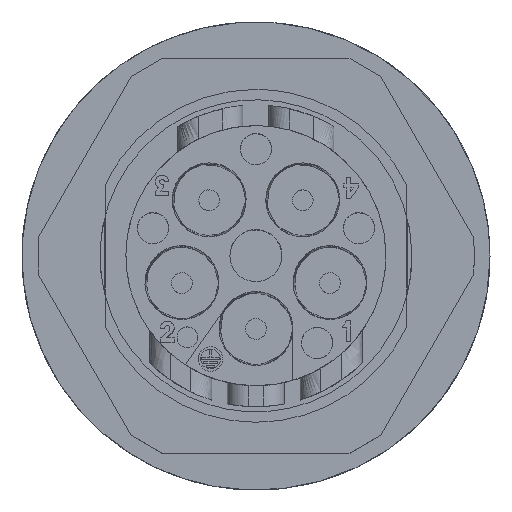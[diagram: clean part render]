
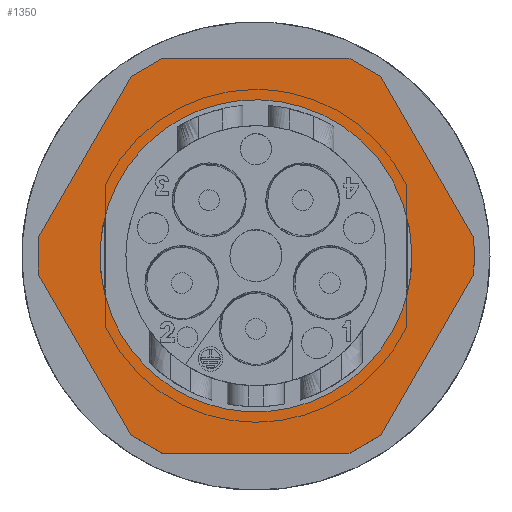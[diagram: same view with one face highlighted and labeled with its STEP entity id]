
A CAD part, top view. The second image highlights one B-rep face of the part: STEP entity #1350.
In plain terms, the highlighted free-form (B-spline) face has degree [1, 1] with [2, 2] control points.
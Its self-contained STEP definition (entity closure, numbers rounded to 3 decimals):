
#672=CARTESIAN_POINT('V2',(-93.435,-7.984,
   -3.981));
#673=VERTEX_POINT('V2',#672);
#679=CARTESIAN_POINT('E3',(-93.435,-7.984,
   -3.981));
#680=CARTESIAN_POINT('E3',(-93.435,-7.984,
   21.999));
#681=CARTESIAN_POINT('E3',(-115.935,-7.984,
   9.009));
#682=CARTESIAN_POINT('E3',(-138.435,-7.984,
   -3.981));
#683=CARTESIAN_POINT('E3',(-115.935,-7.984,
   -16.972));
#684=CARTESIAN_POINT('E3',(-93.435,-7.984,
   -29.962));
#685=CARTESIAN_POINT('E3',(-93.435,-7.984,
   -3.981));
#693=(BOUNDED_CURVE()B_SPLINE_CURVE(2,(#679,#680,#681,#682,#683,
   #684,#685),.CIRCULAR_ARC.,.T.,.U.)B_SPLINE_CURVE_WITH_KNOTS((3,
   2,2,3),(0.0,6.928,13.856,
   20.785),.UNSPECIFIED.)CURVE()
   GEOMETRIC_REPRESENTATION_ITEM()RATIONAL_B_SPLINE_CURVE((1.0,
   0.5,1.0,0.5,1.0,0.5,1.0)
   )REPRESENTATION_ITEM('E3'));
#694=EDGE_CURVE('E3',#673,#673,#693,.T.);
#724=CARTESIAN_POINT('V24',(-129.362,-7.984,
   -5.735));
#725=VERTEX_POINT('V24',#724);
#731=CARTESIAN_POINT('V27',(-129.362,-7.984,
   -2.227));
#732=VERTEX_POINT('V27',#731);
#733=CARTESIAN_POINT('E35',(-129.362,-7.984,
   -5.735));
#734=CARTESIAN_POINT('E35',(-129.509,-7.984,
   -3.981));
#735=CARTESIAN_POINT('E35',(-129.362,-7.984,
   -2.227));
#743=(BOUNDED_CURVE()B_SPLINE_CURVE(2,(#733,#734,#735),
   .CIRCULAR_ARC.,.F.,.U.)B_SPLINE_CURVE_WITH_KNOTS((3,3),(
   14.198,14.901),.UNSPECIFIED.)CURVE()
   GEOMETRIC_REPRESENTATION_ITEM()RATIONAL_B_SPLINE_CURVE((
   0.751,0.749,0.751))
   REPRESENTATION_ITEM('E35'));
#744=EDGE_CURVE('E35',#725,#732,#743,.T.);
#774=CARTESIAN_POINT('V25',(-120.418,-7.984,
   -21.227));
#775=VERTEX_POINT('V25',#774);
#783=CARTESIAN_POINT('E30',(-129.362,-7.984,
   -5.735));
#784=CARTESIAN_POINT('E30',(-120.418,-7.984,
   -21.227));
#785=B_SPLINE_CURVE_WITH_KNOTS('E30',1,(#783,#784),.POLYLINE_FORM.,
   .F.,.U.,(2,2),(0.0,2.266),.UNSPECIFIED.);
#786=EDGE_CURVE('E30',#725,#775,#785,.T.);
#821=CARTESIAN_POINT('V22',(-117.38,-7.984,
   -22.981));
#822=VERTEX_POINT('V22',#821);
#828=CARTESIAN_POINT('E36',(-117.38,-7.984,
   -22.981));
#829=CARTESIAN_POINT('E36',(-118.174,-7.984,
   -22.607));
#830=CARTESIAN_POINT('E36',(-118.935,-7.984,
   -22.168));
#831=CARTESIAN_POINT('E36',(-119.696,-7.984,
   -21.729));
#832=CARTESIAN_POINT('E36',(-120.418,-7.984,
   -21.227));
#840=(BOUNDED_CURVE()B_SPLINE_CURVE(2,(#828,#829,#830,#831,#832),
   .CIRCULAR_ARC.,.F.,.U.)B_SPLINE_CURVE_WITH_KNOTS((3,2,3),(
   9.242,9.699,10.157),
   .UNSPECIFIED.)CURVE()GEOMETRIC_REPRESENTATION_ITEM()
   RATIONAL_B_SPLINE_CURVE((0.955,0.976,
   1.0,0.976,0.955))REPRESENTATION_ITEM('E36'
   ));
#841=EDGE_CURVE('E36',#822,#775,#840,.T.);
#867=CARTESIAN_POINT('V23',(-99.491,-7.984,
   -22.981));
#868=VERTEX_POINT('V23',#867);
#876=CARTESIAN_POINT('E27',(-117.38,-7.984,
   -22.981));
#877=CARTESIAN_POINT('E27',(-99.491,-7.984,
   -22.981));
#878=B_SPLINE_CURVE_WITH_KNOTS('E27',1,(#876,#877),.POLYLINE_FORM.,
   .F.,.U.,(2,2),(0.0,2.266),.UNSPECIFIED.);
#879=EDGE_CURVE('E27',#822,#868,#878,.T.);
#914=CARTESIAN_POINT('V20',(-96.453,-7.984,
   -21.227));
#915=VERTEX_POINT('V20',#914);
#921=CARTESIAN_POINT('E39',(-96.453,-7.984,
   -21.227));
#922=CARTESIAN_POINT('E39',(-97.899,-7.984,
   -22.232));
#923=CARTESIAN_POINT('E39',(-99.491,-7.984,
   -22.981));
#931=(BOUNDED_CURVE()B_SPLINE_CURVE(2,(#921,#922,#923),
   .CIRCULAR_ARC.,.F.,.U.)B_SPLINE_CURVE_WITH_KNOTS((3,3),(
   4.498,5.201),.UNSPECIFIED.)CURVE()
   GEOMETRIC_REPRESENTATION_ITEM()RATIONAL_B_SPLINE_CURVE((
   0.751,0.749,0.751))
   REPRESENTATION_ITEM('E39'));
#932=EDGE_CURVE('E39',#915,#868,#931,.T.);
#956=CARTESIAN_POINT('V21',(-87.509,-7.984,
   -5.735));
#957=VERTEX_POINT('V21',#956);
#965=CARTESIAN_POINT('E24',(-96.453,-7.984,
   -21.227));
#966=CARTESIAN_POINT('E24',(-87.509,-7.984,
   -5.735));
#967=B_SPLINE_CURVE_WITH_KNOTS('E24',1,(#965,#966),.POLYLINE_FORM.,
   .F.,.U.,(2,2),(0.0,2.266),.UNSPECIFIED.);
#968=EDGE_CURVE('E24',#915,#957,#967,.T.);
#1017=CARTESIAN_POINT('V28',(-87.435,-7.984,
   -3.981));
#1018=VERTEX_POINT('V28',#1017);
#1024=CARTESIAN_POINT('E38',(-87.435,-7.984,
   -3.981));
#1025=CARTESIAN_POINT('E38',(-87.435,-7.984,
   -4.86));
#1026=CARTESIAN_POINT('E38',(-87.509,-7.984,
   -5.735));
#1034=(BOUNDED_CURVE()B_SPLINE_CURVE(2,(#1024,#1025,#1026),
   .CIRCULAR_ARC.,.F.,.U.)B_SPLINE_CURVE_WITH_KNOTS((3,3),(0.0,
   0.458),.UNSPECIFIED.)CURVE()
   GEOMETRIC_REPRESENTATION_ITEM()RATIONAL_B_SPLINE_CURVE((1.0,
   0.976,0.955))REPRESENTATION_ITEM('E38'));
#1035=EDGE_CURVE('E38',#1018,#957,#1034,.T.);
#1064=CARTESIAN_POINT('V18',(-87.509,-7.984,
   -2.227));
#1065=VERTEX_POINT('V18',#1064);
#1071=CARTESIAN_POINT('E40',(-87.509,-7.984,
   -2.227));
#1072=CARTESIAN_POINT('E40',(-87.435,-7.984,
   -3.103));
#1073=CARTESIAN_POINT('E40',(-87.435,-7.984,
   -3.981));
#1081=(BOUNDED_CURVE()B_SPLINE_CURVE(2,(#1071,#1072,#1073),
   .CIRCULAR_ARC.,.F.,.U.)B_SPLINE_CURVE_WITH_KNOTS((3,3),(
   28.641,29.098),.UNSPECIFIED.)CURVE()
   GEOMETRIC_REPRESENTATION_ITEM()RATIONAL_B_SPLINE_CURVE((
   0.955,0.976,1.0))REPRESENTATION_ITEM('E40'
   ));
#1082=EDGE_CURVE('E40',#1065,#1018,#1081,.T.);
#1106=CARTESIAN_POINT('V19',(-96.453,-7.984,
   13.265));
#1107=VERTEX_POINT('V19',#1106);
#1115=CARTESIAN_POINT('E21',(-87.509,-7.984,
   -2.227));
#1116=CARTESIAN_POINT('E21',(-96.453,-7.984,
   13.265));
#1117=B_SPLINE_CURVE_WITH_KNOTS('E21',1,(#1115,#1116),
   .POLYLINE_FORM.,.F.,.U.,(2,2),(0.0,2.266),
   .UNSPECIFIED.);
#1118=EDGE_CURVE('E21',#1065,#1107,#1117,.T.);
#1153=CARTESIAN_POINT('V16',(-99.491,-7.984,
   15.019));
#1154=VERTEX_POINT('V16',#1153);
#1160=CARTESIAN_POINT('E42',(-99.491,-7.984,
   15.019));
#1161=CARTESIAN_POINT('E42',(-97.899,-7.984,
   14.269));
#1162=CARTESIAN_POINT('E42',(-96.453,-7.984,
   13.265));
#1170=(BOUNDED_CURVE()B_SPLINE_CURVE(2,(#1160,#1161,#1162),
   .CIRCULAR_ARC.,.F.,.U.)B_SPLINE_CURVE_WITH_KNOTS((3,3),(
   23.897,24.6),.UNSPECIFIED.)CURVE()
   GEOMETRIC_REPRESENTATION_ITEM()RATIONAL_B_SPLINE_CURVE((
   0.751,0.749,0.751))
   REPRESENTATION_ITEM('E42'));
#1171=EDGE_CURVE('E42',#1154,#1107,#1170,.T.);
#1212=CARTESIAN_POINT('V17',(-117.38,-7.984,
   15.019));
#1213=VERTEX_POINT('V17',#1212);
#1238=CARTESIAN_POINT('V26',(-120.418,-7.984,
   13.265));
#1239=VERTEX_POINT('V26',#1238);
#1245=CARTESIAN_POINT('E41',(-120.418,-7.984,
   13.265));
#1246=CARTESIAN_POINT('E41',(-119.696,-7.984,
   13.766));
#1247=CARTESIAN_POINT('E41',(-118.935,-7.984,
   14.205));
#1248=CARTESIAN_POINT('E41',(-118.174,-7.984,
   14.644));
#1249=CARTESIAN_POINT('E41',(-117.38,-7.984,
   15.019));
#1257=(BOUNDED_CURVE()B_SPLINE_CURVE(2,(#1245,#1246,#1247,#1248,
   #1249),.CIRCULAR_ARC.,.F.,.U.)B_SPLINE_CURVE_WITH_KNOTS((3,2,3),
   (18.941,19.399,19.856),
   .UNSPECIFIED.)CURVE()GEOMETRIC_REPRESENTATION_ITEM()
   RATIONAL_B_SPLINE_CURVE((0.955,0.976,
   1.0,0.976,0.955))REPRESENTATION_ITEM('E41'
   ));
#1258=EDGE_CURVE('E41',#1239,#1213,#1257,.T.);
#1269=CARTESIAN_POINT('E18',(-99.491,-7.984,
   15.019));
#1270=CARTESIAN_POINT('E18',(-117.38,-7.984,
   15.019));
#1271=B_SPLINE_CURVE_WITH_KNOTS('E18',1,(#1269,#1270),
   .POLYLINE_FORM.,.F.,.U.,(2,2),(0.0,2.266),
   .UNSPECIFIED.);
#1272=EDGE_CURVE('E18',#1154,#1213,#1271,.T.);
#1317=CARTESIAN_POINT('E33',(-120.418,-7.984,
   13.265));
#1318=CARTESIAN_POINT('E33',(-129.362,-7.984,
   -2.227));
#1319=B_SPLINE_CURVE_WITH_KNOTS('E33',1,(#1317,#1318),
   .POLYLINE_FORM.,.F.,.U.,(2,2),(0.0,2.266),
   .UNSPECIFIED.);
#1320=EDGE_CURVE('E33',#1239,#732,#1319,.T.);
#1327=CARTESIAN_POINT('F16',(-131.535,-7.984,
   -26.844));
#1328=CARTESIAN_POINT('F16',(-85.335,-7.984,
   -26.844));
#1329=CARTESIAN_POINT('F16',(-131.535,-7.984,
   18.882));
#1330=CARTESIAN_POINT('F16',(-85.335,-7.984,
   18.882));
#1331=QUASI_UNIFORM_SURFACE('F16',1,1,((#1327,#1329),(#1328,#1330))
,.PLANE_SURF.,.F.,.F.,.U.);
#1332=ORIENTED_EDGE('E33',*,*,#1320,.T.);
#1333=ORIENTED_EDGE('E35',*,*,#744,.F.);
#1334=ORIENTED_EDGE('E30',*,*,#786,.T.);
#1335=ORIENTED_EDGE('E36',*,*,#841,.F.);
#1336=ORIENTED_EDGE('E27',*,*,#879,.T.);
#1337=ORIENTED_EDGE('E39',*,*,#932,.F.);
#1338=ORIENTED_EDGE('E24',*,*,#968,.T.);
#1339=ORIENTED_EDGE('F11',*,*,#1035,.F.);
#1340=ORIENTED_EDGE('E40',*,*,#1082,.F.);
#1341=ORIENTED_EDGE('E21',*,*,#1118,.T.);
#1342=ORIENTED_EDGE('E42',*,*,#1171,.F.);
#1343=ORIENTED_EDGE('E18',*,*,#1272,.T.);
#1344=ORIENTED_EDGE('F14',*,*,#1258,.F.);
#1345=EDGE_LOOP('F16',(#1332,#1333,#1334,#1335,#1336,#1337,#1338,
   #1339,#1340,#1341,#1342,#1343,#1344));
#1346=FACE_OUTER_BOUND('F16',#1345,.T.);
#1347=ORIENTED_EDGE('E3',*,*,#694,.F.);
#1348=EDGE_LOOP('F16',(#1347));
#1349=FACE_BOUND('F16',#1348,.T.);
#1350=ADVANCED_FACE('F16',(#1346,#1349),#1331,.T.);
